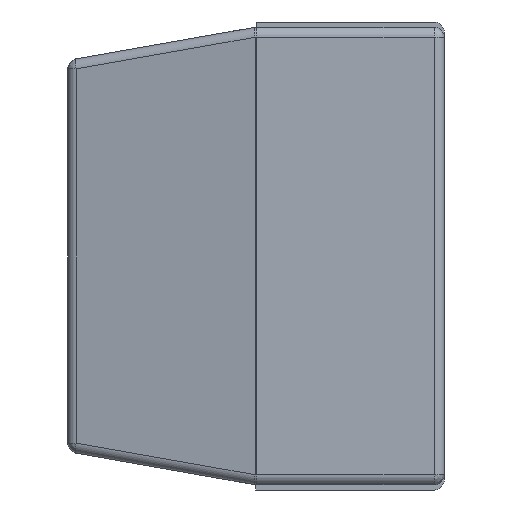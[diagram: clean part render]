
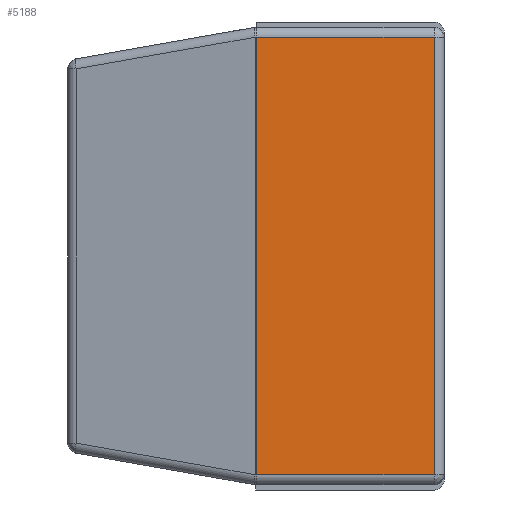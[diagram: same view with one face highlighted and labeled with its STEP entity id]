
A CAD part, left-side view. The second image highlights one B-rep face of the part: STEP entity #5188.
In plain terms, the highlighted planar face has unit normal (-1, 0, 0).
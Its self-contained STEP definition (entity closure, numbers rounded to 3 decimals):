
#2 = VERTEX_POINT ( 'NONE', #4471 ) ;
#27 = ORIENTED_EDGE ( 'NONE', *, *, #678, .F. ) ;
#484 = VERTEX_POINT ( 'NONE', #3589 ) ;
#639 = LINE ( 'NONE', #1846, #4231 ) ;
#668 = AXIS2_PLACEMENT_3D ( 'NONE', #4458, #3116, #3060 ) ;
#678 = EDGE_CURVE ( 'NONE', #2, #484, #639, .T. ) ;
#718 = FACE_OUTER_BOUND ( 'NONE', #3147, .T. ) ;
#843 = LINE ( 'NONE', #1177, #1640 ) ;
#1177 = CARTESIAN_POINT ( 'NONE',  ( -6.25, 1.841, 2.25 ) ) ;
#1201 = LINE ( 'NONE', #5773, #1271 ) ;
#1271 = VECTOR ( 'NONE', #5320, 1000. ) ;
#1640 = VECTOR ( 'NONE', #4450, 1000. ) ;
#1763 = CARTESIAN_POINT ( 'NONE',  ( -6.25, 3.7, 2.15 ) ) ;
#1846 = CARTESIAN_POINT ( 'NONE',  ( -6.25, 3.7, -2.15 ) ) ;
#1968 = ORIENTED_EDGE ( 'NONE', *, *, #5444, .F. ) ;
#2667 = PLANE ( 'NONE',  #668 ) ;
#2864 = EDGE_CURVE ( 'NONE', #5582, #2956, #4846, .T. ) ;
#2900 = CARTESIAN_POINT ( 'NONE',  ( -6.25, 0.1, 2.15 ) ) ;
#2956 = VERTEX_POINT ( 'NONE', #2900 ) ;
#3016 = ORIENTED_EDGE ( 'NONE', *, *, #3329, .F. ) ;
#3060 = DIRECTION ( 'NONE',  ( 0., 0., -1. ) ) ;
#3116 = DIRECTION ( 'NONE',  ( 1., 0., 0. ) ) ;
#3147 = EDGE_LOOP ( 'NONE', ( #1968, #3913, #3016, #27 ) ) ;
#3329 = EDGE_CURVE ( 'NONE', #484, #5582, #843, .T. ) ;
#3589 = CARTESIAN_POINT ( 'NONE',  ( -6.25, 1.841, -2.15 ) ) ;
#3737 = DIRECTION ( 'NONE',  ( 0., 1., 0. ) ) ;
#3913 = ORIENTED_EDGE ( 'NONE', *, *, #2864, .F. ) ;
#4231 = VECTOR ( 'NONE', #3737, 1000. ) ;
#4450 = DIRECTION ( 'NONE',  ( 0., 0., 1. ) ) ;
#4458 = CARTESIAN_POINT ( 'NONE',  ( -6.25, 3.7, 2.25 ) ) ;
#4471 = CARTESIAN_POINT ( 'NONE',  ( -6.25, 0.1, -2.15 ) ) ;
#4565 = VECTOR ( 'NONE', #5004, 1000. ) ;
#4846 = LINE ( 'NONE', #1763, #4565 ) ;
#5004 = DIRECTION ( 'NONE',  ( 0., -1., 0. ) ) ;
#5188 = ADVANCED_FACE ( 'NONE', ( #718 ), #2667, .F. ) ;
#5320 = DIRECTION ( 'NONE',  ( 0., 0., -1. ) ) ;
#5444 = EDGE_CURVE ( 'NONE', #2956, #2, #1201, .T. ) ;
#5582 = VERTEX_POINT ( 'NONE', #5941 ) ;
#5773 = CARTESIAN_POINT ( 'NONE',  ( -6.25, 0.1, 2.25 ) ) ;
#5941 = CARTESIAN_POINT ( 'NONE',  ( -6.25, 1.841, 2.15 ) ) ;
